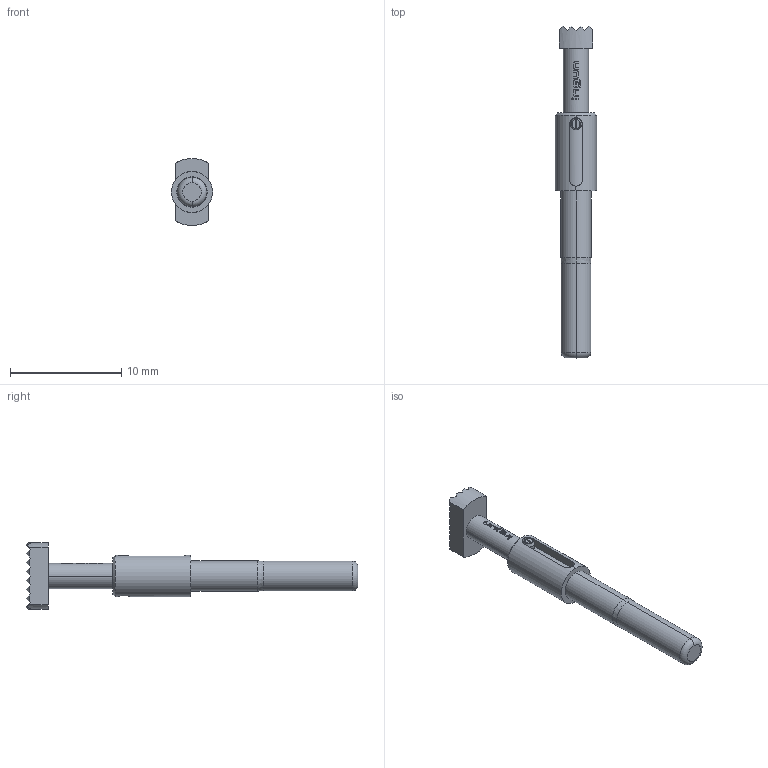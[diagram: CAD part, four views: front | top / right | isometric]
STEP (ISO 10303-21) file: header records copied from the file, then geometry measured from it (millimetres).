
FILE_DESCRIPTION (( 'STEP AP203' ), '1' );
FILE_NAME ('INGUN_GKS-714_236_630_R_xx07.STEP', '2021-12-09T07:46:16', ( 'ochi' ), ( '' ), 'SwSTEP 2.0', 'SolidWorks 2018', '' );
FILE_SCHEMA (( 'CONFIG_CONTROL_DESIGN' ));
Length unit declared in the file: millimetre
Products named in the file (1): INGUN_GKS-714_236_630_R_xx07
Bounding box: 3.7 x 29.8 x 6 mm (x, y, z)
Volume: 207.1 mm3; surface area: 345.1 mm2
Topology: 1 solids, 1 shells, 237 faces, 527 edges, 302 vertices
Faces by surface type: plane 178, cylinder 25, bspline 22, cone 10, torus 2
Entity records: 6743 total; most frequent: CARTESIAN_POINT 1794, ORIENTED_EDGE 1054, DIRECTION 902, EDGE_CURVE 527, LINE 322, VECTOR 322, VERTEX_POINT 302, AXIS2_PLACEMENT_3D 290
